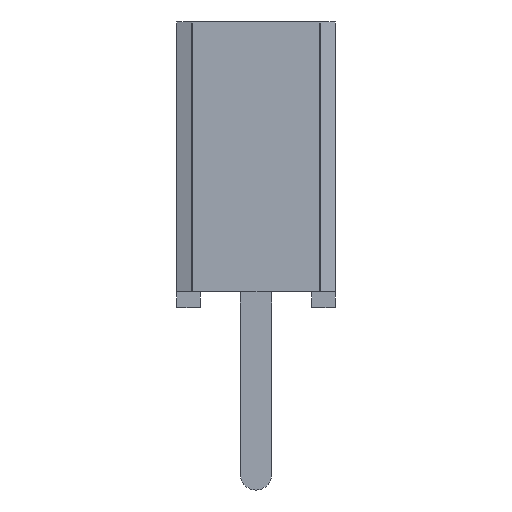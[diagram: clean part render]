
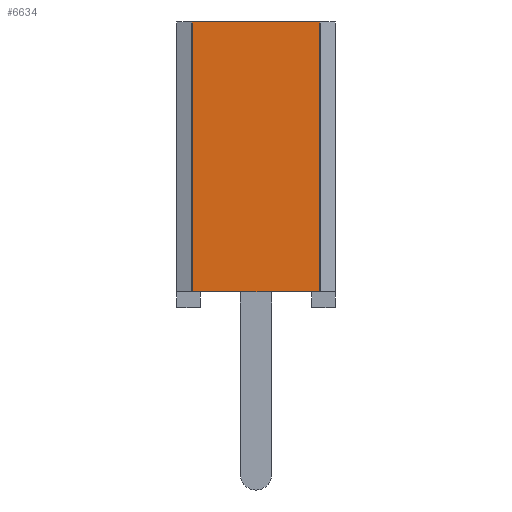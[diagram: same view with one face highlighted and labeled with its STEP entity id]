
A CAD part, left-side view. The second image highlights one B-rep face of the part: STEP entity #6634.
In plain terms, the highlighted planar face has unit normal (-1, 0, 0).
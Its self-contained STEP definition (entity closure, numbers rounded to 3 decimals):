
#6634 = ADVANCED_FACE('',(#6635),#6669,.F.);
#6635 = FACE_BOUND('',#6636,.T.);
#6636 = EDGE_LOOP('',(#6637,#6647,#6655,#6663));
#6637 = ORIENTED_EDGE('',*,*,#6638,.T.);
#6638 = EDGE_CURVE('',#6639,#6641,#6643,.T.);
#6639 = VERTEX_POINT('',#6640);
#6640 = CARTESIAN_POINT('',(-18.529,1.026,4.572));
#6641 = VERTEX_POINT('',#6642);
#6642 = CARTESIAN_POINT('',(-18.529,1.026,0.254));
#6643 = LINE('',#6644,#6645);
#6644 = CARTESIAN_POINT('',(-18.529,1.026,4.572));
#6645 = VECTOR('',#6646,1.);
#6646 = DIRECTION('',(0.,0.,-1.));
#6647 = ORIENTED_EDGE('',*,*,#6648,.T.);
#6648 = EDGE_CURVE('',#6641,#6649,#6651,.T.);
#6649 = VERTEX_POINT('',#6650);
#6650 = CARTESIAN_POINT('',(-18.529,-1.026,0.254));
#6651 = LINE('',#6652,#6653);
#6652 = CARTESIAN_POINT('',(-18.529,0.889,0.254));
#6653 = VECTOR('',#6654,1.);
#6654 = DIRECTION('',(0.,-1.,0.));
#6655 = ORIENTED_EDGE('',*,*,#6656,.T.);
#6656 = EDGE_CURVE('',#6649,#6657,#6659,.T.);
#6657 = VERTEX_POINT('',#6658);
#6658 = CARTESIAN_POINT('',(-18.529,-1.026,4.572));
#6659 = LINE('',#6660,#6661);
#6660 = CARTESIAN_POINT('',(-18.529,-1.026,4.572));
#6661 = VECTOR('',#6662,1.);
#6662 = DIRECTION('',(0.,0.,1.));
#6663 = ORIENTED_EDGE('',*,*,#6664,.F.);
#6664 = EDGE_CURVE('',#6639,#6657,#6665,.T.);
#6665 = LINE('',#6666,#6667);
#6666 = CARTESIAN_POINT('',(-18.529,1.27,4.572));
#6667 = VECTOR('',#6668,1.);
#6668 = DIRECTION('',(0.,-1.,0.));
#6669 = PLANE('',#6670);
#6670 = AXIS2_PLACEMENT_3D('',#6671,#6672,#6673);
#6671 = CARTESIAN_POINT('',(-18.529,1.27,4.572));
#6672 = DIRECTION('',(1.,0.,0.));
#6673 = DIRECTION('',(0.,1.,0.));
